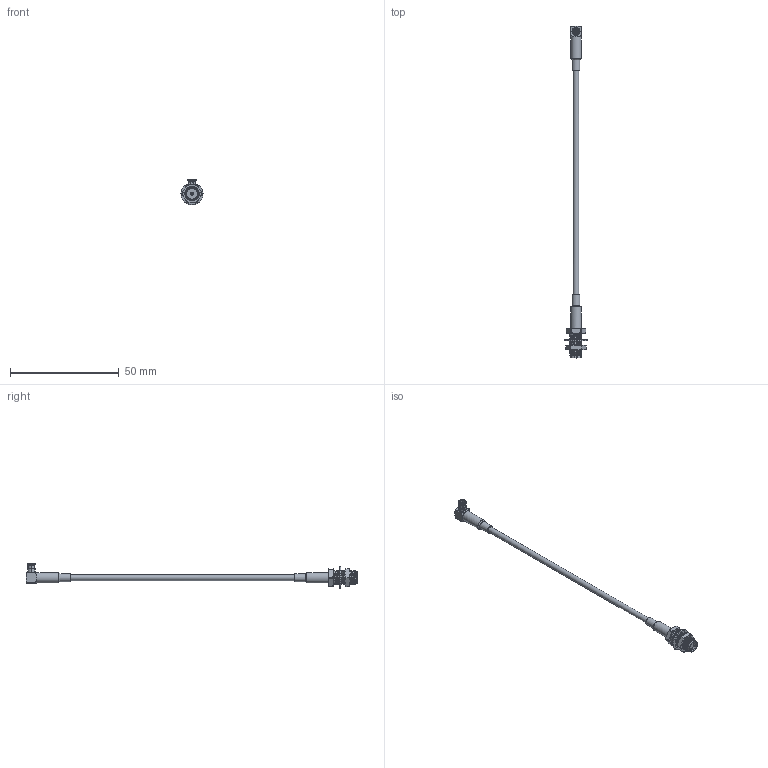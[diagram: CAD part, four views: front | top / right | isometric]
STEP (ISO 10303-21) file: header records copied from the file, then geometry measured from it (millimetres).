
FILE_DESCRIPTION(/* description */ ('Unknown'),/* implementation_level */ '2;1');
FILE_NAME(/* name */ '655017103xxx01',/* time_stamp */ '2020-01-20T09:41:55+01:00',/* author */ ('Unknown'),/* organization */ ('Unknown'),/* preprocessor_version */ 'ST-DEVELOPER v16.7',/* originating_system */ 'DEX',/* authorisation */ $);
FILE_SCHEMA (('AUTOMOTIVE_DESIGN {1 0 10303 214 3 1 1}'));
Length unit declared in the file: millimetre
Products named in the file (1): 655017103xxx01
Bounding box: 10.2 x 152.4 x 11.8 mm (x, y, z)
Volume: 1621.8 mm3; surface area: 2355 mm2
Topology: 2 solids, 2 shells, 279 faces, 781 edges, 513 vertices
Faces by surface type: plane 88, cylinder 88, bspline 48, cone 36, torus 19
Full cylindrical faces by diameter (mm): 0.5 x1, 0.87 x1, 0.92 x1, 0.96 x1, 1.27 x1, 2.04 x1, 2.5 x1, 2.6 x1, 3.4 x1, 3.6 x2, 3.7 x1, 4.8 x2, 4.95 x1, 10.2 x1
Entity records: 23897 total; most frequent: CARTESIAN_POINT 15935, ORIENTED_EDGE 1456, DIRECTION 1118, EDGE_CURVE 728, VERTEX_POINT 494, AXIS2_PLACEMENT_3D 435, FACE_BOUND 324, EDGE_LOOP 323
